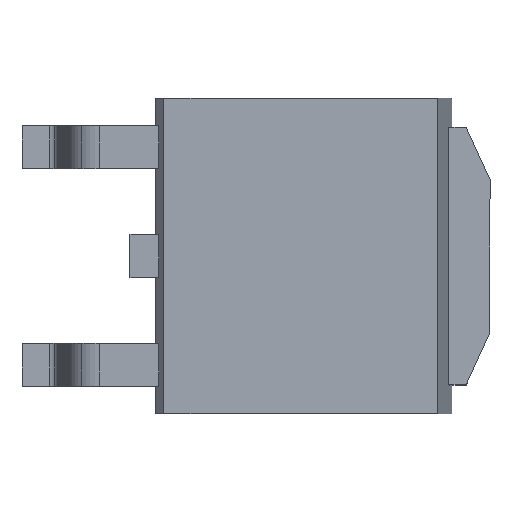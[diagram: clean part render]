
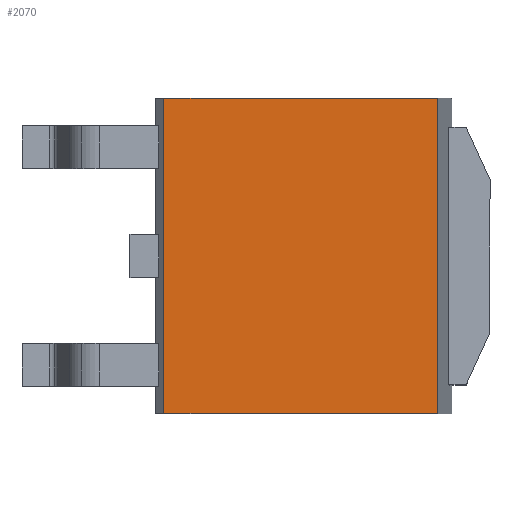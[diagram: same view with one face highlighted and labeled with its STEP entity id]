
A CAD part, top view. The second image highlights one B-rep face of the part: STEP entity #2070.
In plain terms, the highlighted planar face has unit normal (0, 0, 1).
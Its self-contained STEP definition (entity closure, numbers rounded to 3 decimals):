
#2007=CARTESIAN_POINT('',(-1.928,-3.3,2.4));
#2008=VERTEX_POINT('',#2007);
#2015=CARTESIAN_POINT('',(-1.928,3.3,2.4));
#2016=VERTEX_POINT('',#2015);
#2017=CARTESIAN_POINT('',(-1.928,3.3,2.4));
#2018=DIRECTION('',(0.0,-1.0,0.0));
#2019=VECTOR('',#2018,6.6);
#2020=LINE('',#2017,#2019);
#2021=EDGE_CURVE('',#2016,#2008,#2020,.T.);
#2040=CARTESIAN_POINT('',(-1.928,3.3,2.4));
#2041=DIRECTION('',(0.0,0.0,1.0));
#2042=DIRECTION('',(0.0,-1.0,0.0));
#2043=AXIS2_PLACEMENT_3D('',#2040,#2041,#2042);
#2044=PLANE('',#2043);
#2045=CARTESIAN_POINT('',(3.805,-3.3,2.4));
#2046=VERTEX_POINT('',#2045);
#2047=CARTESIAN_POINT('',(-1.928,-3.3,2.4));
#2048=DIRECTION('',(1.0,0.0,0.0));
#2049=VECTOR('',#2048,5.733);
#2050=LINE('',#2047,#2049);
#2051=EDGE_CURVE('',#2008,#2046,#2050,.T.);
#2052=ORIENTED_EDGE('',*,*,#2051,.T.);
#2053=CARTESIAN_POINT('',(3.805,3.3,2.4));
#2054=VERTEX_POINT('',#2053);
#2055=CARTESIAN_POINT('',(3.805,3.3,2.4));
#2056=DIRECTION('',(0.0,-1.0,0.0));
#2057=VECTOR('',#2056,6.6);
#2058=LINE('',#2055,#2057);
#2059=EDGE_CURVE('',#2054,#2046,#2058,.T.);
#2060=ORIENTED_EDGE('',*,*,#2059,.F.);
#2061=CARTESIAN_POINT('',(3.805,3.3,2.4));
#2062=DIRECTION('',(-1.0,0.0,0.0));
#2063=VECTOR('',#2062,5.733);
#2064=LINE('',#2061,#2063);
#2065=EDGE_CURVE('',#2054,#2016,#2064,.T.);
#2066=ORIENTED_EDGE('',*,*,#2065,.T.);
#2067=ORIENTED_EDGE('',*,*,#2021,.T.);
#2068=EDGE_LOOP('',(#2052,#2060,#2066,#2067));
#2069=FACE_OUTER_BOUND('',#2068,.T.);
#2070=ADVANCED_FACE('',(#2069),#2044,.T.);
